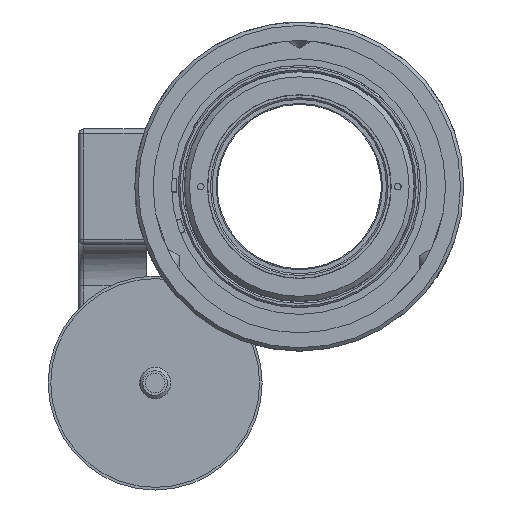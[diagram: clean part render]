
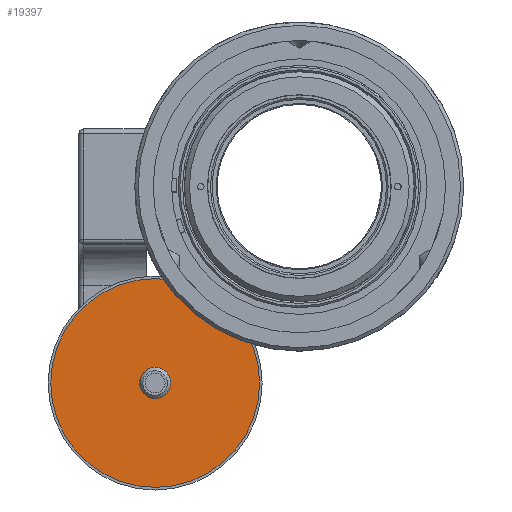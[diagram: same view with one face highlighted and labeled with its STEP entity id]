
A CAD part, left-side view. The second image highlights one B-rep face of the part: STEP entity #19397.
In plain terms, the highlighted planar face has unit normal (-1, 0, 0).
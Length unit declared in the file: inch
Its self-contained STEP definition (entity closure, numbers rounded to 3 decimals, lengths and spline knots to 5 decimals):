
#912=FACE_BOUND('',#4277,.T.);
#1636=PLANE('',#20993);
#2728=FACE_OUTER_BOUND('',#4276,.T.);
#4276=EDGE_LOOP('',(#16702));
#4277=EDGE_LOOP('',(#16703));
#7924=CIRCLE('',#20988,0.09365);
#7928=CIRCLE('',#20994,0.625);
#9596=VERTEX_POINT('',#34925);
#9600=VERTEX_POINT('',#34935);
#11982=EDGE_CURVE('',#9596,#9596,#7924,.T.);
#11986=EDGE_CURVE('',#9600,#9600,#7928,.T.);
#16702=ORIENTED_EDGE('',*,*,#11986,.F.);
#16703=ORIENTED_EDGE('',*,*,#11982,.T.);
#19397=ADVANCED_FACE('',(#2728,#912),#1636,.T.);
#20988=AXIS2_PLACEMENT_3D('',#34926,#25502,#25503);
#20993=AXIS2_PLACEMENT_3D('',#34934,#25512,#25513);
#20994=AXIS2_PLACEMENT_3D('',#34936,#25514,#25515);
#25502=DIRECTION('center_axis',(1.,0.,0.));
#25503=DIRECTION('ref_axis',(0.,-1.,0.));
#25512=DIRECTION('center_axis',(-1.,0.,0.));
#25513=DIRECTION('ref_axis',(0.,1.,0.));
#25514=DIRECTION('center_axis',(1.,0.,0.));
#25515=DIRECTION('ref_axis',(0.,-1.,0.));
#34925=CARTESIAN_POINT('',(3.83095,0.86284,-1.26951));
#34926=CARTESIAN_POINT('Origin',(3.83095,0.86284,-1.17586));
#34934=CARTESIAN_POINT('Origin',(3.83095,0.86284,-1.80086));
#34935=CARTESIAN_POINT('',(3.83095,0.86284,-1.80086));
#34936=CARTESIAN_POINT('Origin',(3.83095,0.86284,-1.17586));
